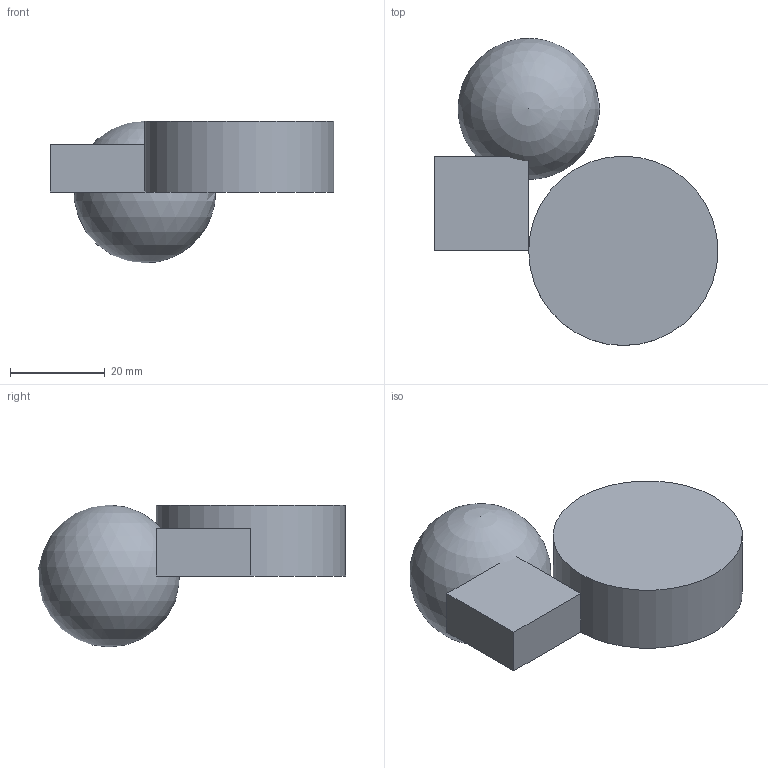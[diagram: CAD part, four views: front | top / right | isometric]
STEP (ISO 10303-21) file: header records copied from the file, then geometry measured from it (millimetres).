
FILE_DESCRIPTION(('Open CASCADE Model'),'2;1');
FILE_NAME('Open CASCADE Shape Model','2019-09-16T21:58:51',('Author'),( 'Open CASCADE'),'Open CASCADE STEP processor 7.4','Open CASCADE 7.4' ,'Unknown');
FILE_SCHEMA(('AUTOMOTIVE_DESIGN { 1 0 10303 214 1 1 1 1 }'));
Length unit declared in the file: millimetre
Products named in the file (3): Open CASCADE STEP translator 7.4 1; Open CASCADE STEP translator 7.4 2; Open CASCADE STEP translator 7.4 3
Bounding box: 60 x 64.89 x 30 mm (x, y, z)
Volume: 36986.7 mm3; surface area: 8825.7 mm2
Topology: 3 solids, 3 shells, 10 faces, 18 edges, 12 vertices
Faces by surface type: plane 8, cylinder 1, sphere 1
Full cylindrical faces by diameter (mm): 40 x1
Entity records: 446 total; most frequent: DIRECTION 69, CARTESIAN_POINT 67, LINE 41, VECTOR 41, ORIENTED_EDGE 30, PCURVE 30, DEFINITIONAL_REPRESENTATION 30, EDGE_CURVE 15
